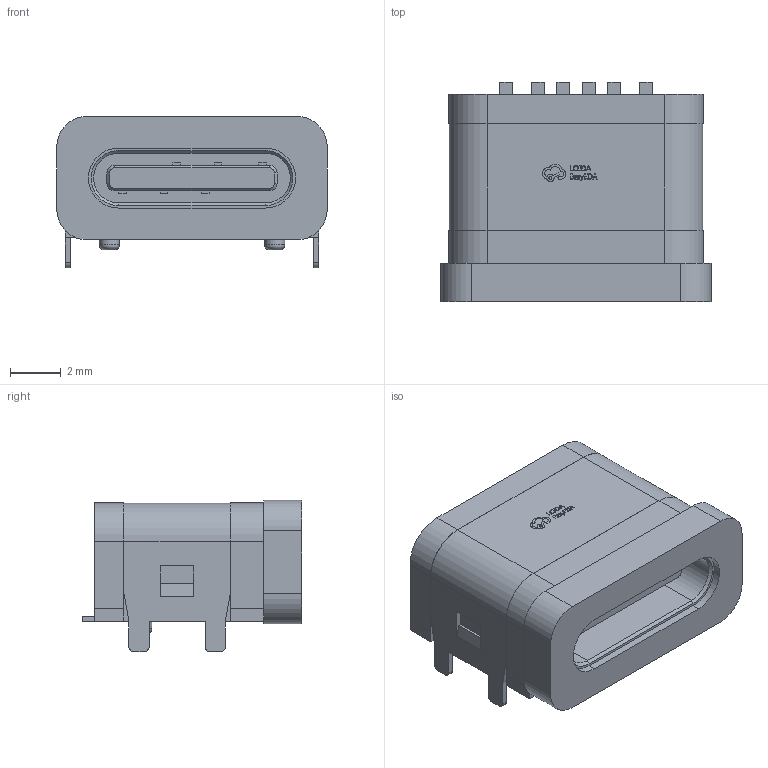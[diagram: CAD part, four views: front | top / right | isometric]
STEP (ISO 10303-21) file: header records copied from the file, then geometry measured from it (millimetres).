
FILE_DESCRIPTION (( 'STEP AP214' ), '1' );
FILE_NAME ('TYPE-C-USB-SMD_USBC-0015IPX6-00.step', '2022-07-29T08:53:01', ( '' ), ( '' ), 'SwSTEP 2.0', 'SolidWorks 2020', '' );
FILE_SCHEMA (( 'AUTOMOTIVE_DESIGN' ));
Length unit declared in the file: millimetre
Products named in the file (1): TYPE-C-USB-SMD_USBC-0015IPX6-00
Bounding box: 10.64 x 8.63 x 5.96 mm (x, y, z)
Volume: 331.4 mm3; surface area: 775.3 mm2
Topology: 15 solids, 15 shells, 439 faces, 1129 edges, 746 vertices
Faces by surface type: plane 293, bspline 98, cylinder 36, cone 8, torus 4
Entity records: 18724 total; most frequent: CARTESIAN_POINT 3621, ORIENTED_EDGE 2258, DIRECTION 1701, EDGE_CURVE 1129, LINE 841, VECTOR 841, VERTEX_POINT 746, EDGE_LOOP 471
